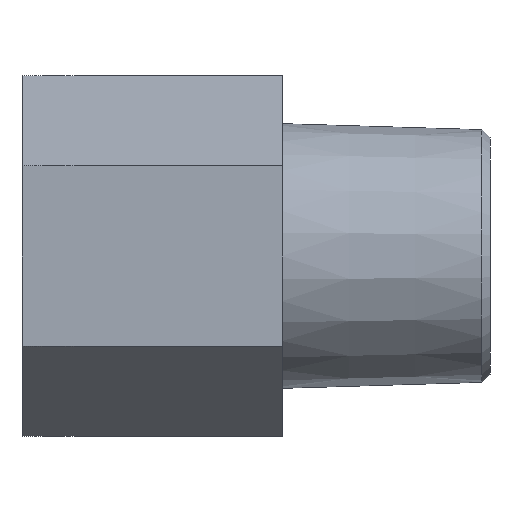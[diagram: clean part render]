
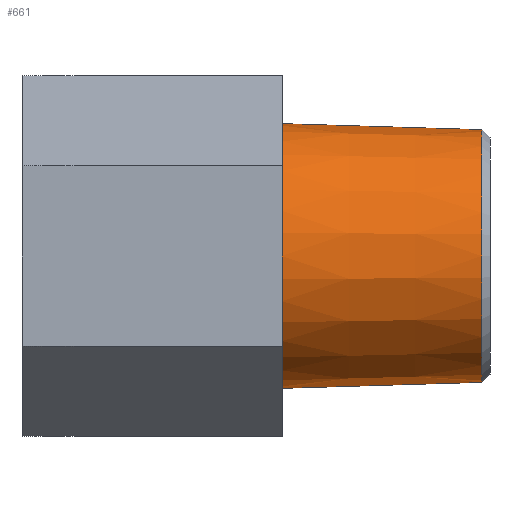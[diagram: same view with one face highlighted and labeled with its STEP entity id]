
A CAD part, left-side view. The second image highlights one B-rep face of the part: STEP entity #661.
In plain terms, the highlighted conical face has half-angle 1.715 degrees and reference radius 5.09 mm.
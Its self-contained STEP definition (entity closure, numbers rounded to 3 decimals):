
#10 = LINE ( 'NONE', #690, #14 ) ;
#14 = VECTOR ( 'NONE', #681, 1000. ) ;
#51 = AXIS2_PLACEMENT_3D ( 'NONE', #500, #501, #505 ) ;
#70 = AXIS2_PLACEMENT_3D ( 'NONE', #569, #559, #558 ) ;
#77 = AXIS2_PLACEMENT_3D ( 'NONE', #616, #612, #611 ) ;
#89 = EDGE_CURVE ( 'NONE', #722, #701, #10, .T. ) ;
#114 = EDGE_CURVE ( 'NONE', #700, #701, #269, .T. ) ;
#125 = ORIENTED_EDGE ( 'NONE', *, *, #644, .T. ) ;
#126 = ORIENTED_EDGE ( 'NONE', *, *, #641, .T. ) ;
#127 = ORIENTED_EDGE ( 'NONE', *, *, #89, .F. ) ;
#128 = ORIENTED_EDGE ( 'NONE', *, *, #114, .T. ) ;
#227 = EDGE_LOOP ( 'NONE', ( #127, #125, #126, #128 ) ) ;
#269 = CIRCLE ( 'NONE', #77, 5.09 ) ;
#284 = LINE ( 'NONE', #572, #285 ) ;
#285 = VECTOR ( 'NONE', #570, 1000. ) ;
#291 = CIRCLE ( 'NONE', #70, 4.859 ) ;
#315 = FACE_OUTER_BOUND ( 'NONE', #227, .T. ) ;
#322 = CONICAL_SURFACE ( 'NONE', #51, 5.09, 0.03 ) ;
#401 = CARTESIAN_POINT ( 'NONE',  ( 0., 0.309, 4.859 ) ) ;
#408 = CARTESIAN_POINT ( 'NONE',  ( 0., 0.309, -4.859 ) ) ;
#455 = CARTESIAN_POINT ( 'NONE',  ( 0., 8., -5.09 ) ) ;
#479 = CARTESIAN_POINT ( 'NONE',  ( 0., 8., 5.09 ) ) ;
#500 = CARTESIAN_POINT ( 'NONE',  ( 0., 8., 0. ) ) ;
#501 = DIRECTION ( 'NONE',  ( 0., 1., 0. ) ) ;
#505 = DIRECTION ( 'NONE',  ( 0., 0., 1. ) ) ;
#558 = DIRECTION ( 'NONE',  ( 0., 0., -1. ) ) ;
#559 = DIRECTION ( 'NONE',  ( 0., 1., 0. ) ) ;
#569 = CARTESIAN_POINT ( 'NONE',  ( 0., 0.309, 0. ) ) ;
#570 = DIRECTION ( 'NONE',  ( 0., 1., 0.03 ) ) ;
#572 = CARTESIAN_POINT ( 'NONE',  ( 0., 8., 5.09 ) ) ;
#611 = DIRECTION ( 'NONE',  ( 0., 0., -1. ) ) ;
#612 = DIRECTION ( 'NONE',  ( 0., -1., 0. ) ) ;
#616 = CARTESIAN_POINT ( 'NONE',  ( 0., 8., 0. ) ) ;
#641 = EDGE_CURVE ( 'NONE', #727, #700, #284, .T. ) ;
#644 = EDGE_CURVE ( 'NONE', #722, #727, #291, .T. ) ;
#661 = ADVANCED_FACE ( 'NONE', ( #315 ), #322, .T. ) ;
#681 = DIRECTION ( 'NONE',  ( 0., 1., -0.03 ) ) ;
#690 = CARTESIAN_POINT ( 'NONE',  ( 0., 8., -5.09 ) ) ;
#700 = VERTEX_POINT ( 'NONE', #479 ) ;
#701 = VERTEX_POINT ( 'NONE', #455 ) ;
#722 = VERTEX_POINT ( 'NONE', #408 ) ;
#727 = VERTEX_POINT ( 'NONE', #401 ) ;
